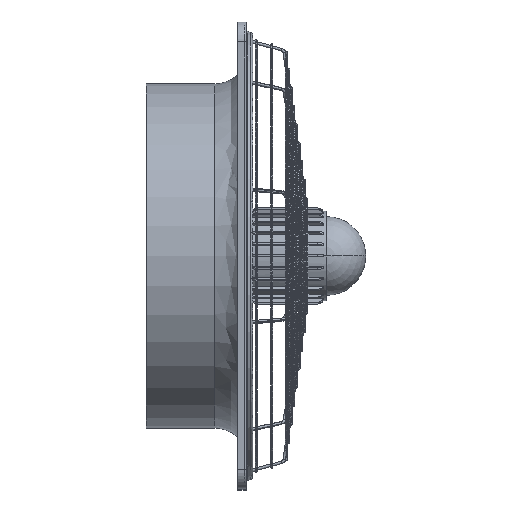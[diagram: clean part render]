
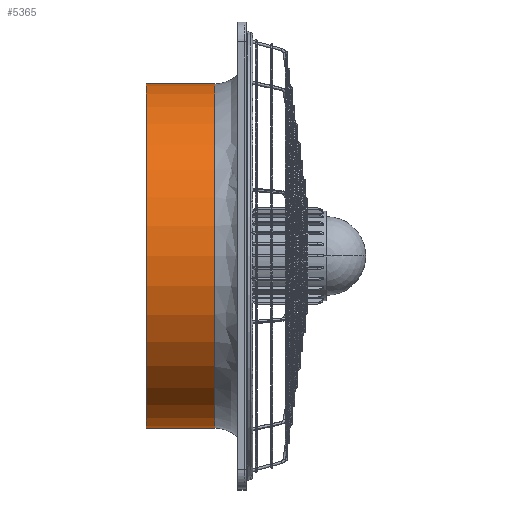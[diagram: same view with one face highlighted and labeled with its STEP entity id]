
A CAD part, top view. The second image highlights one B-rep face of the part: STEP entity #5365.
In plain terms, the highlighted cylindrical face has radius 258 mm (diameter 516 mm), a partial arc.
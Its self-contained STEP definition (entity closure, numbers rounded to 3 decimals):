
#711 = VECTOR ( 'NONE', #19278, 1000. ) ;
#3191 = VERTEX_POINT ( 'NONE', #15440 ) ;
#4232 = DIRECTION ( 'NONE',  ( 0., -1., 0. ) ) ;
#4553 = LINE ( 'NONE', #7686, #711 ) ;
#4593 = LINE ( 'NONE', #8905, #29939 ) ;
#4751 = CARTESIAN_POINT ( 'NONE',  ( -335.034, -464., 0. ) ) ;
#5357 = AXIS2_PLACEMENT_3D ( 'NONE', #4751, #13119, #35094 ) ;
#5365 = ADVANCED_FACE ( 'NONE', ( #29031 ), #32910, .T. ) ;
#5541 = EDGE_CURVE ( 'NONE', #35369, #10605, #4553, .T. ) ;
#5542 = CIRCLE ( 'NONE', #12370, 258. ) ;
#7686 = CARTESIAN_POINT ( 'NONE',  ( -335.034, -206., 0. ) ) ;
#8905 = CARTESIAN_POINT ( 'NONE',  ( -335.034, -722., 0. ) ) ;
#9442 = EDGE_LOOP ( 'NONE', ( #31188, #18845, #29417, #14115 ) ) ;
#10605 = VERTEX_POINT ( 'NONE', #29609 ) ;
#11605 = DIRECTION ( 'NONE',  ( -1., 0., 0. ) ) ;
#12370 = AXIS2_PLACEMENT_3D ( 'NONE', #25607, #11605, #28331 ) ;
#13119 = DIRECTION ( 'NONE',  ( 1., 0., 0. ) ) ;
#14115 = ORIENTED_EDGE ( 'NONE', *, *, #16988, .T. ) ;
#15440 = CARTESIAN_POINT ( 'NONE',  ( -283.534, -722., 0. ) ) ;
#15786 = CIRCLE ( 'NONE', #25550, 258. ) ;
#16988 = EDGE_CURVE ( 'NONE', #3191, #10605, #5542, .T. ) ;
#18845 = ORIENTED_EDGE ( 'NONE', *, *, #31652, .T. ) ;
#19278 = DIRECTION ( 'NONE',  ( 1., 0., 0. ) ) ;
#20786 = DIRECTION ( 'NONE',  ( 1., 0., 0. ) ) ;
#23384 = CARTESIAN_POINT ( 'NONE',  ( -386.534, -206., 0. ) ) ;
#25110 = CARTESIAN_POINT ( 'NONE',  ( -386.534, -722., 0. ) ) ;
#25550 = AXIS2_PLACEMENT_3D ( 'NONE', #34437, #31318, #4232 ) ;
#25607 = CARTESIAN_POINT ( 'NONE',  ( -283.534, -464., 0. ) ) ;
#26987 = EDGE_CURVE ( 'NONE', #29710, #3191, #4593, .T. ) ;
#28331 = DIRECTION ( 'NONE',  ( 0., -1., 0. ) ) ;
#29031 = FACE_OUTER_BOUND ( 'NONE', #9442, .T. ) ;
#29417 = ORIENTED_EDGE ( 'NONE', *, *, #26987, .T. ) ;
#29609 = CARTESIAN_POINT ( 'NONE',  ( -283.534, -206., 0. ) ) ;
#29710 = VERTEX_POINT ( 'NONE', #25110 ) ;
#29939 = VECTOR ( 'NONE', #20786, 1000. ) ;
#31188 = ORIENTED_EDGE ( 'NONE', *, *, #5541, .F. ) ;
#31318 = DIRECTION ( 'NONE',  ( 1., 0., 0. ) ) ;
#31652 = EDGE_CURVE ( 'NONE', #35369, #29710, #15786, .T. ) ;
#32910 = CYLINDRICAL_SURFACE ( 'NONE', #5357, 258. ) ;
#34437 = CARTESIAN_POINT ( 'NONE',  ( -386.534, -464., 0. ) ) ;
#35094 = DIRECTION ( 'NONE',  ( 0., -1., 0. ) ) ;
#35369 = VERTEX_POINT ( 'NONE', #23384 ) ;
